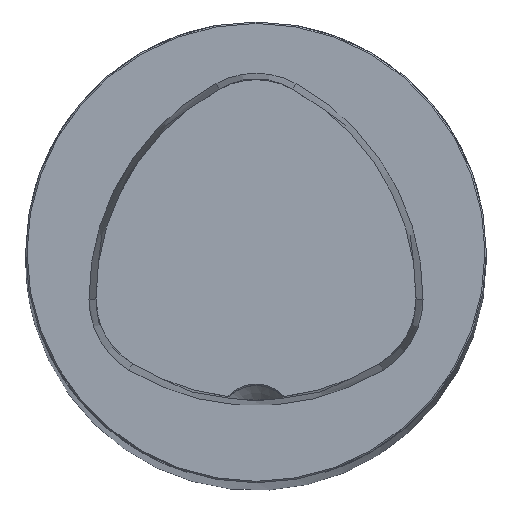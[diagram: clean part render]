
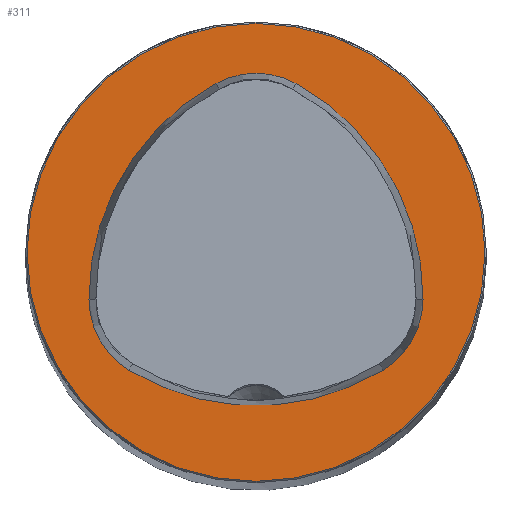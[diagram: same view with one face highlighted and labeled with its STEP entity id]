
A CAD part, top view. The second image highlights one B-rep face of the part: STEP entity #311.
In plain terms, the highlighted planar face has unit normal (0, 0, 1).
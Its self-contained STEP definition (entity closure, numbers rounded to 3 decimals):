
#169=FACE_BOUND('',#654,.T.);
#170=FACE_BOUND('',#655,.T.);
#230=CIRCLE('',#2526,53.075);
#232=CIRCLE('',#2529,53.075);
#233=CIRCLE('',#2530,18.075);
#234=CIRCLE('',#2531,53.075);
#235=CIRCLE('',#2532,18.075);
#236=CIRCLE('',#2533,18.075);
#237=CIRCLE('',#2534,49.7);
#311=ADVANCED_FACE('CU_FL_N1_SU_1',(#169,#170),#455,.T.);
#455=PLANE('',#2535);
#654=EDGE_LOOP('',(#931,#932,#933,#934,#935,#936));
#655=EDGE_LOOP('',(#937));
#931=ORIENTED_EDGE('',*,*,#1848,.F.);
#932=ORIENTED_EDGE('',*,*,#1849,.F.);
#933=ORIENTED_EDGE('',*,*,#1850,.F.);
#934=ORIENTED_EDGE('',*,*,#1851,.F.);
#935=ORIENTED_EDGE('',*,*,#1845,.F.);
#936=ORIENTED_EDGE('',*,*,#1852,.F.);
#937=ORIENTED_EDGE('',*,*,#1853,.T.);
#1614=VERTEX_POINT('',#3866);
#1615=VERTEX_POINT('',#3868);
#1617=VERTEX_POINT('',#3874);
#1618=VERTEX_POINT('',#3875);
#1619=VERTEX_POINT('',#3877);
#1620=VERTEX_POINT('',#3879);
#1621=VERTEX_POINT('',#3883);
#1845=EDGE_CURVE('',#1614,#1615,#230,.T.);
#1848=EDGE_CURVE('',#1617,#1618,#232,.T.);
#1849=EDGE_CURVE('',#1619,#1617,#233,.T.);
#1850=EDGE_CURVE('',#1620,#1619,#234,.T.);
#1851=EDGE_CURVE('',#1615,#1620,#235,.T.);
#1852=EDGE_CURVE('',#1618,#1614,#236,.T.);
#1853=EDGE_CURVE('',#1621,#1621,#237,.T.);
#2526=AXIS2_PLACEMENT_3D('',#3867,#2833,#2834);
#2529=AXIS2_PLACEMENT_3D('',#3873,#2840,#2841);
#2530=AXIS2_PLACEMENT_3D('',#3876,#2842,#2843);
#2531=AXIS2_PLACEMENT_3D('',#3878,#2844,#2845);
#2532=AXIS2_PLACEMENT_3D('',#3880,#2846,#2847);
#2533=AXIS2_PLACEMENT_3D('',#3881,#2848,#2849);
#2534=AXIS2_PLACEMENT_3D('',#3882,#2850,#2851);
#2535=AXIS2_PLACEMENT_3D('',#3884,#2852,#2853);
#2833=DIRECTION('',(0.,0.,1.));
#2834=DIRECTION('',(1.,0.,0.));
#2840=DIRECTION('',(0.,0.,1.));
#2841=DIRECTION('',(1.,0.,0.));
#2842=DIRECTION('',(0.,0.,1.));
#2843=DIRECTION('',(1.,0.,0.));
#2844=DIRECTION('',(0.,0.,1.));
#2845=DIRECTION('',(1.,0.,0.));
#2846=DIRECTION('',(0.,0.,1.));
#2847=DIRECTION('',(1.,0.,0.));
#2848=DIRECTION('',(0.,0.,1.));
#2849=DIRECTION('',(1.,0.,0.));
#2850=DIRECTION('',(0.,0.,1.));
#2851=DIRECTION('',(1.,0.,0.));
#2852=DIRECTION('',(0.,0.,1.));
#2853=DIRECTION('',(1.,0.,0.));
#3866=CARTESIAN_POINT('',(-27.566,-25.555,0.));
#3867=CARTESIAN_POINT('',(0.,19.8,0.));
#3868=CARTESIAN_POINT('',(27.566,-25.555,0.));
#3873=CARTESIAN_POINT('',(16.821,-9.893,0.));
#3874=CARTESIAN_POINT('',(-8.687,36.651,0.));
#3875=CARTESIAN_POINT('',(-36.253,-10.221,0.));
#3876=CARTESIAN_POINT('',(0.,20.8,0.));
#3877=CARTESIAN_POINT('',(8.687,36.651,0.));
#3878=CARTESIAN_POINT('',(-16.821,-9.893,0.));
#3879=CARTESIAN_POINT('',(36.253,-10.221,0.));
#3880=CARTESIAN_POINT('',(18.178,-10.109,0.));
#3881=CARTESIAN_POINT('',(-18.178,-10.109,0.));
#3882=CARTESIAN_POINT('',(0.,0.,0.));
#3883=CARTESIAN_POINT('',(49.7,0.,0.));
#3884=CARTESIAN_POINT('',(0.,0.,0.));
